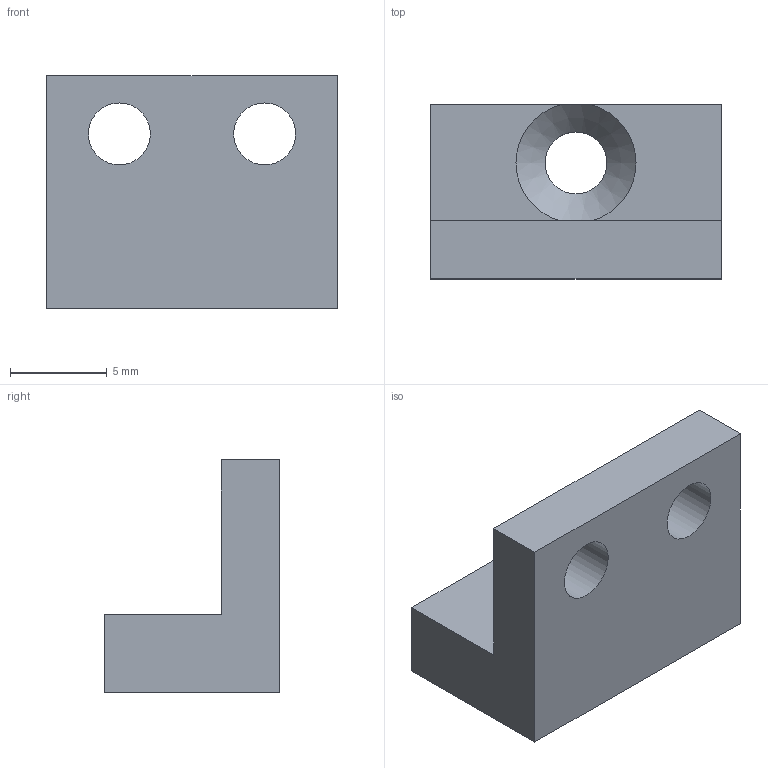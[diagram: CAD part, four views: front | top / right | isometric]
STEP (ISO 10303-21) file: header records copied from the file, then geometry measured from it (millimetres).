
FILE_DESCRIPTION(/* description */ (''),/* implementation_level */ '2;1');
FILE_NAME(/* name */ 'c1596a77-a99b-48f5-9560-6b0137d6e5b6.stp',/* time_stamp */ '2024-07-31T10:03:37Z',/* author */ (''),/* organization */ (''),/* preprocessor_version */ 'ST-DEVELOPER v20',/* originating_system */ 'Autodesk Translation Framework v13.14.0.145',/* authorisation */ '');
FILE_SCHEMA (('AUTOMOTIVE_DESIGN { 1 0 10303 214 3 1 1 }'));
Length unit declared in the file: millimetre
Products named in the file (1): pillar_Mount
Bounding box: 15 x 9 x 12 mm (x, y, z)
Volume: 804.7 mm3; surface area: 796.3 mm2
Topology: 1 solids, 1 shells, 13 faces, 35 edges, 23 vertices
Faces by surface type: plane 9, cylinder 3, cone 1
Full cylindrical faces by diameter (mm): 3.2 x3
Entity records: 453 total; most frequent: CARTESIAN_POINT 76, ORIENTED_EDGE 70, DIRECTION 70, EDGE_CURVE 35, LINE 24, VECTOR 24, VERTEX_POINT 23, AXIS2_PLACEMENT_3D 23
